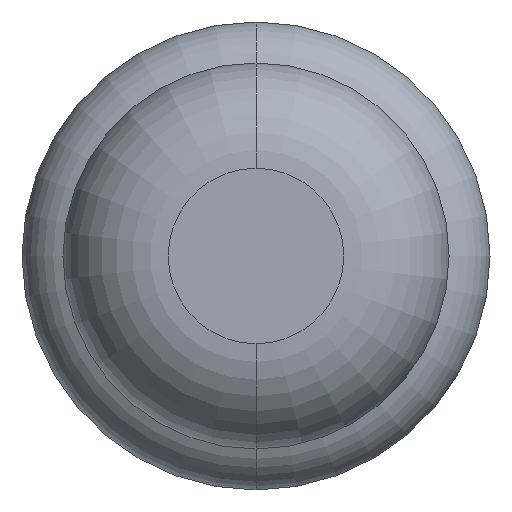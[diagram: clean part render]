
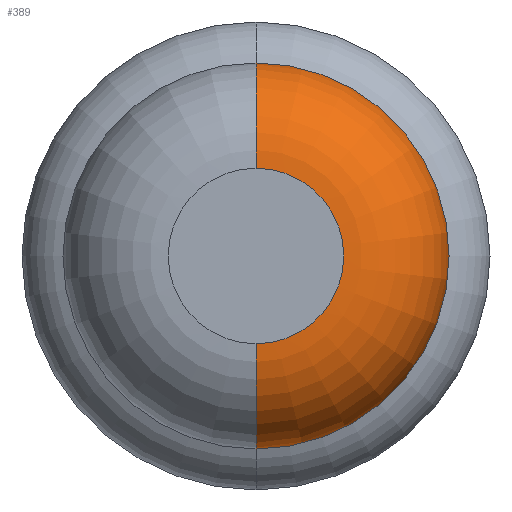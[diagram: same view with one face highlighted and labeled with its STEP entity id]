
A CAD part, front view. The second image highlights one B-rep face of the part: STEP entity #389.
In plain terms, the highlighted toroidal (fillet/blend) face has major radius 0.375 mm and minor radius 0.45 mm.
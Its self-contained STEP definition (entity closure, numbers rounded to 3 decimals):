
#71 = DIRECTION ( 'NONE',  ( 0., 0., 1. ) ) ;
#188 = CIRCLE ( 'NONE', #2455, 0.45 ) ;
#248 = DIRECTION ( 'NONE',  ( 0., 1., 0. ) ) ;
#351 = ORIENTED_EDGE ( 'NONE', *, *, #3844, .T. ) ;
#370 = CARTESIAN_POINT ( 'NONE',  ( 0., -27.4, 0. ) ) ;
#389 = ADVANCED_FACE ( 'Defeature ausgef�hrt1_6', ( #3248 ), #487, .T. ) ;
#474 = VERTEX_POINT ( 'NONE', #2934 ) ;
#487 = TOROIDAL_SURFACE ( 'NONE', #1967, 0.375, 0.45 ) ;
#779 = EDGE_CURVE ( 'Defeature ausgef�hrt1_7+Defeature ausgef�hrt1_6+Defeature ausgef�hrt1_6+Defeature ausgef�hrt1_6', #1167, #1600, #2250, .T. ) ;
#798 = VERTEX_POINT ( 'NONE', #2683 ) ;
#803 = EDGE_CURVE ( 'NONE', #798, #1600, #188, .T. ) ;
#834 = ORIENTED_EDGE ( 'NONE', *, *, #779, .F. ) ;
#968 = CARTESIAN_POINT ( 'NONE',  ( 0., -26.95, -0.375 ) ) ;
#998 = CARTESIAN_POINT ( 'NONE',  ( 0., -26.95, 0. ) ) ;
#1025 = DIRECTION ( 'NONE',  ( 0., 0., 1. ) ) ;
#1140 = AXIS2_PLACEMENT_3D ( 'NONE', #370, #2969, #2691 ) ;
#1167 = VERTEX_POINT ( 'NONE', #2946 ) ;
#1202 = CARTESIAN_POINT ( 'NONE',  ( 0., -26.95, 0. ) ) ;
#1364 = DIRECTION ( 'NONE',  ( 0., 0., -1. ) ) ;
#1398 = EDGE_LOOP ( 'NONE', ( #351, #2310, #834, #3617 ) ) ;
#1600 = VERTEX_POINT ( 'NONE', #2479 ) ;
#1927 = CARTESIAN_POINT ( 'NONE',  ( 0., -26.95, 0.375 ) ) ;
#1934 = CIRCLE ( 'NONE', #3193, 0.45 ) ;
#1967 = AXIS2_PLACEMENT_3D ( 'NONE', #1202, #248, #2182 ) ;
#2182 = DIRECTION ( 'NONE',  ( 0., 0., 1. ) ) ;
#2250 = CIRCLE ( 'NONE', #3230, 0.825 ) ;
#2310 = ORIENTED_EDGE ( 'NONE', *, *, #803, .T. ) ;
#2455 = AXIS2_PLACEMENT_3D ( 'NONE', #968, #3358, #1364 ) ;
#2479 = CARTESIAN_POINT ( 'NONE',  ( 0., -26.95, -0.825 ) ) ;
#2652 = DIRECTION ( 'NONE',  ( 0., 1., 0. ) ) ;
#2683 = CARTESIAN_POINT ( 'NONE',  ( 0., -27.4, -0.375 ) ) ;
#2691 = DIRECTION ( 'NONE',  ( 0., 0., 1. ) ) ;
#2752 = EDGE_CURVE ( 'NONE', #474, #1167, #1934, .T. ) ;
#2934 = CARTESIAN_POINT ( 'NONE',  ( 0., -27.4, 0.375 ) ) ;
#2946 = CARTESIAN_POINT ( 'NONE',  ( 0., -26.95, 0.825 ) ) ;
#2969 = DIRECTION ( 'NONE',  ( 0., 1., 0. ) ) ;
#3184 = CIRCLE ( 'NONE', #1140, 0.375 ) ;
#3193 = AXIS2_PLACEMENT_3D ( 'NONE', #1927, #3336, #1025 ) ;
#3230 = AXIS2_PLACEMENT_3D ( 'NONE', #998, #2652, #71 ) ;
#3248 = FACE_OUTER_BOUND ( 'NONE', #1398, .T. ) ;
#3336 = DIRECTION ( 'NONE',  ( -1., 0., 0. ) ) ;
#3358 = DIRECTION ( 'NONE',  ( 1., 0., 0. ) ) ;
#3617 = ORIENTED_EDGE ( 'NONE', *, *, #2752, .F. ) ;
#3844 = EDGE_CURVE ( 'Defeature ausgef�hrt1_6+Defeature ausgef�hrt1_5+Defeature ausgef�hrt1_5+Defeature ausgef�hrt1_5', #474, #798, #3184, .T. ) ;
